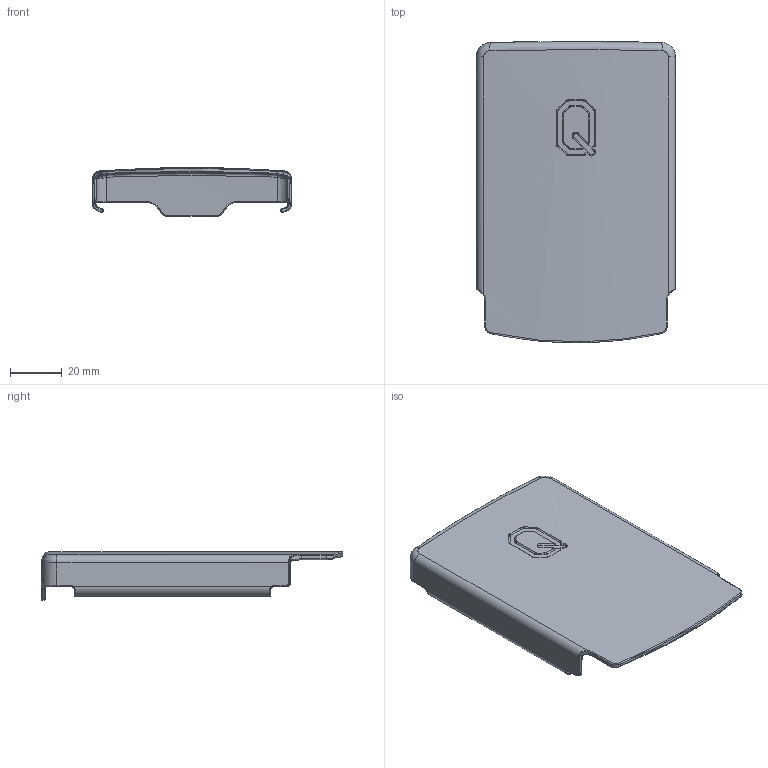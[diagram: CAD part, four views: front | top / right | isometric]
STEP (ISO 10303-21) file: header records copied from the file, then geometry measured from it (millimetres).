
FILE_DESCRIPTION(/* description */ (''),/* implementation_level */ '2;1');
FILE_NAME(/* name */ 'Cold Card Q Slide Case',/* time_stamp */ '2024-04-06T14:38:43-03:00',/* author */ (''),/* organization */ (''),/* preprocessor_version */ 'ST-DEVELOPER v16.5',/* originating_system */ 'Rhino 7.36',/* authorisation */ '');
FILE_SCHEMA (('AUTOMOTIVE_DESIGN'));
Length unit declared in the file: millimetre
Products named in the file (1): Document
Bounding box: 77.61 x 117.12 x 18.97 mm (x, y, z)
Volume: 21273.6 mm3; surface area: 25246 mm2
Topology: 1 solids, 1 shells, 238 faces, 569 edges, 334 vertices
Faces by surface type: bspline 130, cylinder 75, plane 33
Entity records: 9402 total; most frequent: CARTESIAN_POINT 6186, ORIENTED_EDGE 1138, EDGE_CURVE 569, VERTEX_POINT 334, EDGE_LOOP 239, ADVANCED_FACE 238, FACE_OUTER_BOUND 238, B_SPLINE_CURVE_WITH_KNOTS 110
